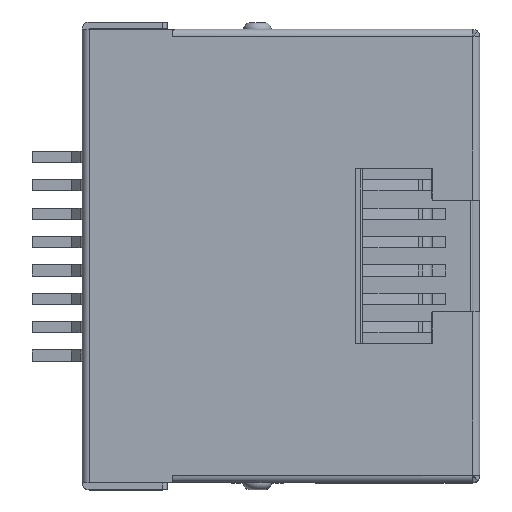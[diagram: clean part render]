
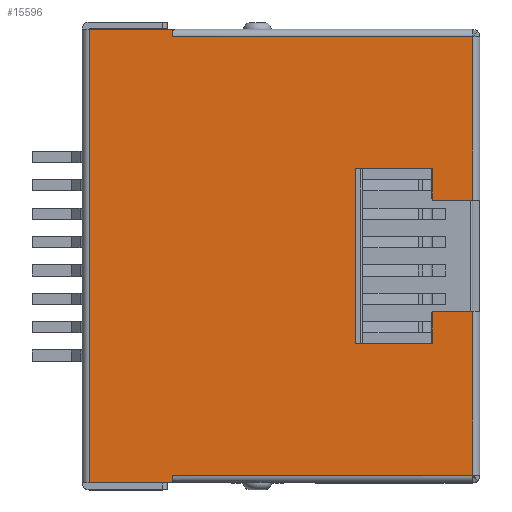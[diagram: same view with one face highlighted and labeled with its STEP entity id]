
A CAD part, top view. The second image highlights one B-rep face of the part: STEP entity #15596.
In plain terms, the highlighted planar face has unit normal (0, 0, 1).
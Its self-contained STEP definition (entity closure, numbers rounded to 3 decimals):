
#1900=ORIENTED_EDGE('',*,*,#5694,.F.);
#1901=ORIENTED_EDGE('',*,*,#5441,.F.);
#1902=ORIENTED_EDGE('',*,*,#5445,.F.);
#1903=ORIENTED_EDGE('',*,*,#5448,.F.);
#1904=ORIENTED_EDGE('',*,*,#5451,.F.);
#1905=ORIENTED_EDGE('',*,*,#5454,.F.);
#1906=ORIENTED_EDGE('',*,*,#5687,.F.);
#1907=ORIENTED_EDGE('',*,*,#6061,.T.);
#1908=ORIENTED_EDGE('',*,*,#6025,.T.);
#1909=ORIENTED_EDGE('',*,*,#6059,.T.);
#1910=ORIENTED_EDGE('',*,*,#6043,.T.);
#1911=ORIENTED_EDGE('',*,*,#6066,.T.);
#1912=ORIENTED_EDGE('',*,*,#5982,.T.);
#1913=ORIENTED_EDGE('',*,*,#6067,.T.);
#1914=ORIENTED_EDGE('',*,*,#6014,.F.);
#1915=ORIENTED_EDGE('',*,*,#6064,.F.);
#1916=ORIENTED_EDGE('',*,*,#5996,.F.);
#1917=ORIENTED_EDGE('',*,*,#6068,.T.);
#5441=EDGE_CURVE('',#7783,#7784,#9305,.T.);
#5445=EDGE_CURVE('',#7787,#7783,#9309,.T.);
#5448=EDGE_CURVE('',#7789,#7787,#9312,.T.);
#5451=EDGE_CURVE('',#7791,#7789,#9315,.T.);
#5454=EDGE_CURVE('',#7793,#7791,#9318,.T.);
#5687=EDGE_CURVE('',#7976,#7793,#9462,.T.);
#5694=EDGE_CURVE('',#7784,#7981,#9467,.T.);
#5982=EDGE_CURVE('',#8148,#8149,#9680,.T.);
#5996=EDGE_CURVE('',#8157,#8158,#9688,.T.);
#6014=EDGE_CURVE('',#8167,#8168,#9704,.T.);
#6025=EDGE_CURVE('',#8177,#8178,#9711,.T.);
#6043=EDGE_CURVE('',#8188,#8187,#9727,.T.);
#6059=EDGE_CURVE('',#8178,#8188,#9743,.T.);
#6061=EDGE_CURVE('',#7976,#8177,#9744,.T.);
#6064=EDGE_CURVE('',#8158,#8167,#9746,.T.);
#6066=EDGE_CURVE('',#8187,#8148,#9748,.T.);
#6067=EDGE_CURVE('',#8149,#8168,#9749,.T.);
#6068=EDGE_CURVE('',#8157,#7981,#9750,.T.);
#7783=VERTEX_POINT('',#22056);
#7784=VERTEX_POINT('',#22058);
#7787=VERTEX_POINT('',#22065);
#7789=VERTEX_POINT('',#22071);
#7791=VERTEX_POINT('',#22077);
#7793=VERTEX_POINT('',#22083);
#7976=VERTEX_POINT('',#22572);
#7981=VERTEX_POINT('',#22586);
#8148=VERTEX_POINT('',#23184);
#8149=VERTEX_POINT('',#23185);
#8157=VERTEX_POINT('',#23225);
#8158=VERTEX_POINT('',#23226);
#8167=VERTEX_POINT('',#23260);
#8168=VERTEX_POINT('',#23262);
#8177=VERTEX_POINT('',#23298);
#8178=VERTEX_POINT('',#23299);
#8187=VERTEX_POINT('',#23333);
#8188=VERTEX_POINT('',#23335);
#9305=LINE('',#22057,#11179);
#9309=LINE('',#22066,#11183);
#9312=LINE('',#22072,#11186);
#9315=LINE('',#22078,#11189);
#9318=LINE('',#22084,#11192);
#9462=LINE('',#22573,#11336);
#9467=LINE('',#22585,#11341);
#9680=LINE('',#23183,#11554);
#9688=LINE('',#23224,#11562);
#9704=LINE('',#23261,#11578);
#9711=LINE('',#23297,#11585);
#9727=LINE('',#23334,#11601);
#9743=LINE('',#23355,#11617);
#9744=LINE('',#23359,#11618);
#9746=LINE('',#23363,#11620);
#9748=LINE('',#23367,#11622);
#9749=LINE('',#23368,#11623);
#9750=LINE('',#23369,#11624);
#11179=VECTOR('',#17605,1000.);
#11183=VECTOR('',#17611,1000.);
#11186=VECTOR('',#17616,1000.);
#11189=VECTOR('',#17621,1000.);
#11192=VECTOR('',#17626,1000.);
#11336=VECTOR('',#18094,1000.);
#11341=VECTOR('',#18105,1000.);
#11554=VECTOR('',#18674,1000.);
#11562=VECTOR('',#18698,1000.);
#11578=VECTOR('',#18734,1000.);
#11585=VECTOR('',#18749,1000.);
#11601=VECTOR('',#18785,1000.);
#11617=VECTOR('',#18807,1000.);
#11618=VECTOR('',#18814,1000.);
#11620=VECTOR('',#18820,1000.);
#11622=VECTOR('',#18826,1000.);
#11623=VECTOR('',#18827,1000.);
#11624=VECTOR('',#18828,1000.);
#13287=EDGE_LOOP('',(#1900,#1901,#1902,#1903,#1904,#1905,#1906,#1907,#1908,
#1909,#1910,#1911,#1912,#1913,#1914,#1915,#1916,#1917));
#14163=FACE_BOUND('',#13287,.T.);
#14929=PLANE('',#16701);
#15596=ADVANCED_FACE('',(#14163),#14929,.T.);
#16701=AXIS2_PLACEMENT_3D('',#23366,#18824,#18825);
#17605=DIRECTION('',(1.,0.,0.));
#17611=DIRECTION('',(0.,-1.,0.));
#17616=DIRECTION('',(-1.,0.,0.));
#17621=DIRECTION('',(0.,1.,0.));
#17626=DIRECTION('',(1.,0.,0.));
#18094=DIRECTION('',(0.,1.,0.));
#18105=DIRECTION('',(0.,-1.,0.));
#18674=DIRECTION('',(-1.,0.,0.));
#18698=DIRECTION('',(0.,1.,0.));
#18734=DIRECTION('',(-1.,0.,0.));
#18749=DIRECTION('',(0.,1.,0.));
#18785=DIRECTION('',(1.,0.,0.));
#18807=DIRECTION('',(0.,1.,0.));
#18814=DIRECTION('',(1.,0.,0.));
#18820=DIRECTION('',(0.,1.,0.));
#18824=DIRECTION('',(0.,0.,1.));
#18825=DIRECTION('',(0.,-1.,0.));
#18826=DIRECTION('',(0.,1.,0.));
#18827=DIRECTION('',(0.,-1.,0.));
#18828=DIRECTION('',(1.,0.,0.));
#22056=CARTESIAN_POINT('',(-3.15,-5.575,5.775));
#22057=CARTESIAN_POINT('',(-3.15,-5.575,5.775));
#22058=CARTESIAN_POINT('',(-2.,-5.575,5.775));
#22065=CARTESIAN_POINT('',(-3.15,-2.795,5.775));
#22066=CARTESIAN_POINT('',(-3.15,-2.795,5.775));
#22071=CARTESIAN_POINT('',(3.15,-2.795,5.775));
#22072=CARTESIAN_POINT('',(3.15,-2.795,5.775));
#22077=CARTESIAN_POINT('',(3.15,-5.575,5.775));
#22078=CARTESIAN_POINT('',(3.15,-5.575,5.775));
#22083=CARTESIAN_POINT('',(2.,-5.575,5.775));
#22084=CARTESIAN_POINT('',(2.,-5.575,5.775));
#22572=CARTESIAN_POINT('',(2.,-7.015,5.775));
#22573=CARTESIAN_POINT('',(2.,-7.275,5.775));
#22585=CARTESIAN_POINT('',(-2.,-5.575,5.775));
#22586=CARTESIAN_POINT('',(-2.,-7.015,5.775));
#23183=CARTESIAN_POINT('',(8.15,6.765,5.775));
#23184=CARTESIAN_POINT('',(8.15,6.765,5.775));
#23185=CARTESIAN_POINT('',(-8.15,6.765,5.775));
#23224=CARTESIAN_POINT('',(-7.89,3.777,5.775));
#23225=CARTESIAN_POINT('',(-7.89,-7.015,5.775));
#23226=CARTESIAN_POINT('',(-7.89,3.775,5.775));
#23260=CARTESIAN_POINT('',(-7.89,3.777,5.775));
#23261=CARTESIAN_POINT('',(-8.15,3.777,5.775));
#23262=CARTESIAN_POINT('',(-8.15,3.777,5.775));
#23297=CARTESIAN_POINT('',(7.89,3.777,5.775));
#23298=CARTESIAN_POINT('',(7.89,-7.015,5.775));
#23299=CARTESIAN_POINT('',(7.89,3.775,5.775));
#23333=CARTESIAN_POINT('',(8.15,3.777,5.775));
#23334=CARTESIAN_POINT('',(8.15,3.777,5.775));
#23335=CARTESIAN_POINT('',(7.89,3.777,5.775));
#23355=CARTESIAN_POINT('',(7.89,3.777,5.775));
#23359=CARTESIAN_POINT('',(-8.15,-7.015,5.775));
#23363=CARTESIAN_POINT('',(-7.89,3.777,5.775));
#23366=CARTESIAN_POINT('',(0.,-7.275,5.775));
#23367=CARTESIAN_POINT('',(8.15,-7.088,5.775));
#23368=CARTESIAN_POINT('',(-8.15,-7.088,5.775));
#23369=CARTESIAN_POINT('',(-8.15,-7.015,5.775));
